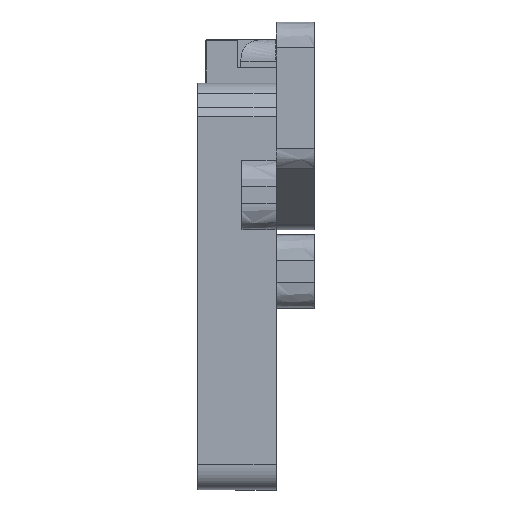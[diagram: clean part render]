
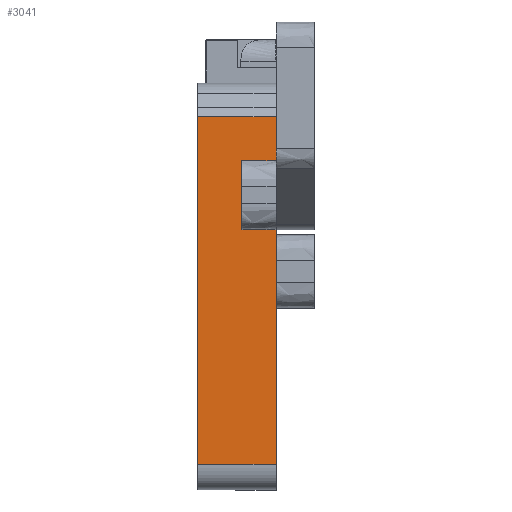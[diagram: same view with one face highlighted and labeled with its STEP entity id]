
A CAD part, front view. The second image highlights one B-rep face of the part: STEP entity #3041.
In plain terms, the highlighted planar face has unit normal (0, -1, 0).
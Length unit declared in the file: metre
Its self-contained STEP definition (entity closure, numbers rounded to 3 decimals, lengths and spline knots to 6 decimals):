
#230=B_SPLINE_CURVE_WITH_KNOTS('',3,(#4577,#4578,#4579,#4580),
 .UNSPECIFIED.,.F.,.F.,(4,4),(0.,1.),.UNSPECIFIED.);
#521=ORIENTED_EDGE('',*,*,#1306,.T.);
#522=ORIENTED_EDGE('',*,*,#1418,.T.);
#523=ORIENTED_EDGE('',*,*,#1409,.T.);
#524=ORIENTED_EDGE('',*,*,#1351,.T.);
#525=ORIENTED_EDGE('',*,*,#1419,.T.);
#526=ORIENTED_EDGE('',*,*,#1267,.F.);
#527=ORIENTED_EDGE('',*,*,#1420,.F.);
#528=ORIENTED_EDGE('',*,*,#1421,.T.);
#1267=EDGE_CURVE('',#1724,#1723,#2040,.T.);
#1306=EDGE_CURVE('',#1760,#1759,#2058,.T.);
#1351=EDGE_CURVE('',#1805,#1804,#2085,.T.);
#1409=EDGE_CURVE('',#1854,#1805,#2119,.T.);
#1418=EDGE_CURVE('',#1759,#1854,#230,.T.);
#1419=EDGE_CURVE('',#1804,#1723,#2123,.T.);
#1420=EDGE_CURVE('',#1861,#1724,#2124,.T.);
#1421=EDGE_CURVE('',#1861,#1760,#2125,.T.);
#1723=VERTEX_POINT('',#4103);
#1724=VERTEX_POINT('',#4107);
#1759=VERTEX_POINT('',#4212);
#1760=VERTEX_POINT('',#4214);
#1804=VERTEX_POINT('',#4356);
#1805=VERTEX_POINT('',#4358);
#1854=VERTEX_POINT('',#4545);
#1861=VERTEX_POINT('',#4583);
#2040=LINE('',#4106,#2253);
#2058=LINE('',#4213,#2271);
#2085=LINE('',#4357,#2298);
#2119=LINE('',#4544,#2332);
#2123=LINE('',#4581,#2336);
#2124=LINE('',#4582,#2337);
#2125=LINE('',#4584,#2338);
#2253=VECTOR('',#3439,1.);
#2271=VECTOR('',#3483,1.);
#2298=VECTOR('',#3522,1.);
#2332=VECTOR('',#3598,1.);
#2336=VECTOR('',#3606,1.);
#2337=VECTOR('',#3607,1.);
#2338=VECTOR('',#3608,1.);
#2492=EDGE_LOOP('',(#521,#522,#523,#524,#525,#526,#527,#528));
#2728=FACE_BOUND('',#2492,.T.);
#2946=PLANE('',#3251);
#3041=ADVANCED_FACE('',(#2728),#2946,.F.);
#3251=AXIS2_PLACEMENT_3D('',#4576,#3604,#3605);
#3439=DIRECTION('',(1.,0.,0.));
#3483=DIRECTION('',(0.,0.,1.));
#3522=DIRECTION('',(1.,0.,0.));
#3598=DIRECTION('',(0.,0.,1.));
#3604=DIRECTION('',(0.,1.,0.));
#3605=DIRECTION('',(0.,0.,1.));
#3606=DIRECTION('',(0.,0.,1.));
#3607=DIRECTION('',(0.,0.,1.));
#3608=DIRECTION('',(1.,0.,0.));
#4103=CARTESIAN_POINT('',(0.03619,-0.092013,-0.017362));
#4106=CARTESIAN_POINT('',(0.03111,-0.092013,-0.017362));
#4107=CARTESIAN_POINT('',(0.02711,-0.092013,-0.017362));
#4212=CARTESIAN_POINT('',(0.03619,-0.092013,-0.030264));
#4213=CARTESIAN_POINT('',(0.03619,-0.092013,-0.034529));
#4214=CARTESIAN_POINT('',(0.03619,-0.092013,-0.057484));
#4356=CARTESIAN_POINT('',(0.03619,-0.092013,-0.022422));
#4357=CARTESIAN_POINT('',(0.03219,-0.092013,-0.022422));
#4358=CARTESIAN_POINT('',(0.03219,-0.092013,-0.022422));
#4544=CARTESIAN_POINT('',(0.03219,-0.092013,-0.034529));
#4545=CARTESIAN_POINT('',(0.03219,-0.092013,-0.030264));
#4576=CARTESIAN_POINT('',(0.03211,-0.092013,-0.007684));
#4577=CARTESIAN_POINT('',(0.03619,-0.092013,-0.030264));
#4578=CARTESIAN_POINT('',(0.034857,-0.092013,-0.030264));
#4579=CARTESIAN_POINT('',(0.033523,-0.092013,-0.030264));
#4580=CARTESIAN_POINT('',(0.03219,-0.092013,-0.030264));
#4581=CARTESIAN_POINT('',(0.03619,-0.092013,-0.034529));
#4582=CARTESIAN_POINT('',(0.02711,-0.092013,-0.036484));
#4583=CARTESIAN_POINT('',(0.02711,-0.092013,-0.057484));
#4584=CARTESIAN_POINT('',(0.02941,-0.092013,-0.057484));
